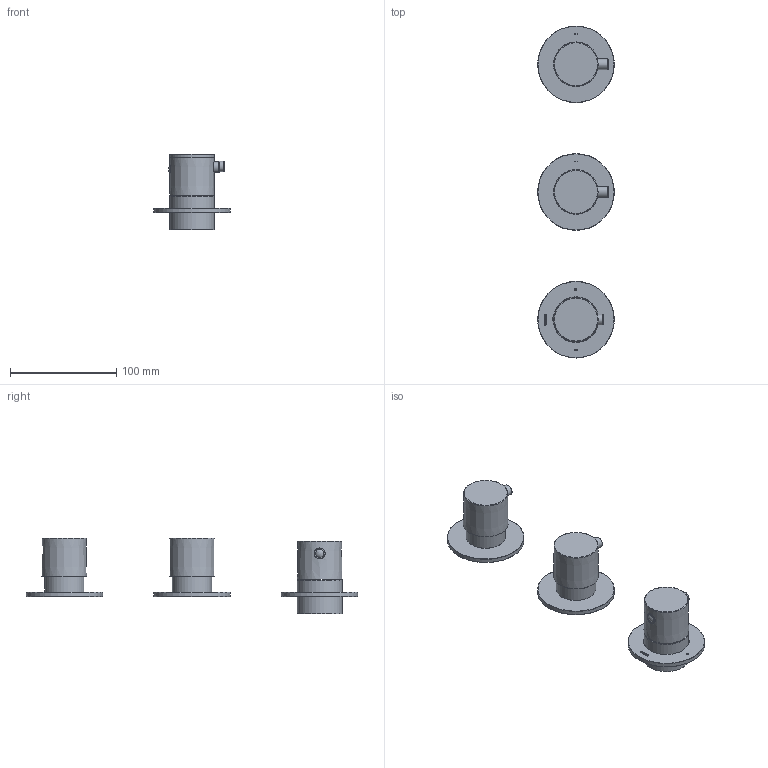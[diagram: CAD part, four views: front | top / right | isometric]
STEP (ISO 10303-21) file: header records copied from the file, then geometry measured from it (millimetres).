
FILE_DESCRIPTION(/* description */ ('Unknown'),/* implementation_level */ '2;1');
FILE_NAME(/* name */ 'CB7067',/* time_stamp */ '2020-03-23T10:42:11+01:00',/* author */ ('Unknown'),/* organization */ ('Unknown'),/* preprocessor_version */ 'ST-DEVELOPER v16.7',/* originating_system */ 'DEX',/* authorisation */ $);
FILE_SCHEMA (('AUTOMOTIVE_DESIGN {1 0 10303 214 3 1 1}'));
Length unit declared in the file: millimetre
Products named in the file (21): CB7067; CB7068EXT_oa_0; 044.071.01.10M.70C_18; 044.071.01.10M.70C_19; 044.071.01.10M.70C_20; 044.071.01.10M.70C_21; 044.071.01.10M.70C_22; 044.071.01.10M.70C_23; 044.071.01.10M.70C_24; CB7068EXT_oa_1; CB7001EXT; 100.000.01.10T.70C_8; 100.000.01.10T.70C_9; 100.000.01.10T.70C_10; 100.000.01.10T.70C_11; 100.000.01.10T.70C_12; 100.000.01.10T.70C_13; 100.000.01.10T.70C_14; 100.000.01.10T.70C_15; 100.000.01.10T.70C_16; 100.000.01.10T.70C_17
Assembly tree (27 placements, depth 3):
  CB7067
    CB7068EXT_oa_0
      044.071.01.10M.70C_18
      044.071.01.10M.70C_19
      044.071.01.10M.70C_20
      044.071.01.10M.70C_21
      044.071.01.10M.70C_22
      044.071.01.10M.70C_23
      044.071.01.10M.70C_24
    CB7068EXT_oa_1
      044.071.01.10M.70C_18
      044.071.01.10M.70C_19
      044.071.01.10M.70C_20
      044.071.01.10M.70C_21
      044.071.01.10M.70C_22
      044.071.01.10M.70C_23
      044.071.01.10M.70C_24
    CB7001EXT
      100.000.01.10T.70C_8
      100.000.01.10T.70C_9
      100.000.01.10T.70C_10
      100.000.01.10T.70C_11
      100.000.01.10T.70C_12
      100.000.01.10T.70C_13
      100.000.01.10T.70C_14
      100.000.01.10T.70C_15
      100.000.01.10T.70C_16
      100.000.01.10T.70C_17
Bounding box: 72 x 312 x 71.12 mm (x, y, z)
Volume: 97969.8 mm3; surface area: 90013 mm2
Topology: 23 solids, 23 shells, 747 faces, 1729 edges, 1075 vertices
Faces by surface type: plane 292, cone 176, cylinder 161, bspline 59, torus 46, sphere 13
Full cylindrical faces by diameter (mm): 2 x1, 2.459 x1, 3 x5, 3.2 x1, 3.5 x4, 4 x1, 4.134 x3, 4.5 x3, 5 x47, 5.2 x3, 7 x1, 7.5 x2, 10 x4, 10.2 x2, 15.2 x2, 25.5 x2, 31 x4, 32 x2, 35 x2, 37 x2, 40 x1, 42 x1, 42.5 x2, 44.8 x1, 57 x3, 67 x3, 72 x3
Entity records: 17553 total; most frequent: CARTESIAN_POINT 4047, DIRECTION 2399, ORIENTED_EDGE 2182, EDGE_CURVE 1091, AXIS2_PLACEMENT_3D 950, FACE_BOUND 818, EDGE_LOOP 810, VERTEX_POINT 783
